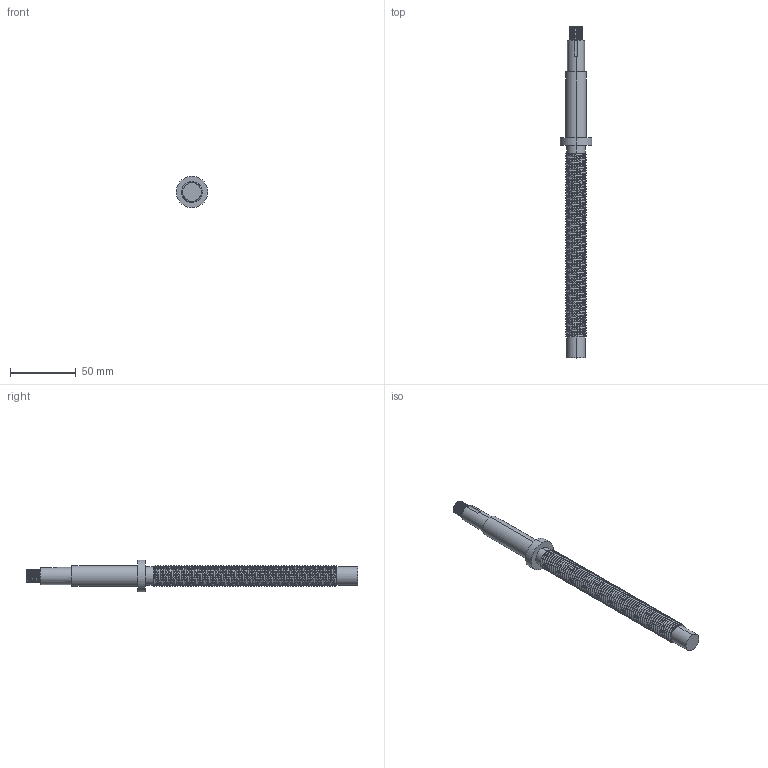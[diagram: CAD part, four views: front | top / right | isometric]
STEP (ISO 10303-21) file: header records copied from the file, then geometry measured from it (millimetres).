
FILE_DESCRIPTION (( 'STEP AP214' ), '1' );
FILE_NAME ('Screw Rod.STEP', '2025-02-16T00:53:59', ( '' ), ( '' ), 'SwSTEP 2.0', 'SolidWorks 2024', '' );
FILE_SCHEMA (( 'AUTOMOTIVE_DESIGN' ));
Length unit declared in the file: millimetre
Products named in the file (1): Screw Rod
Bounding box: 24 x 253 x 24 mm (x, y, z)
Volume: 44083.6 mm3; surface area: 16996.9 mm2
Topology: 1 solids, 1 shells, 192 faces, 554 edges, 368 vertices
Faces by surface type: cylinder 175, plane 11, bspline 6
Entity records: 16838 total; most frequent: CARTESIAN_POINT 12784, ORIENTED_EDGE 1108, DIRECTION 612, EDGE_CURVE 554, VERTEX_POINT 368, AXIS2_PLACEMENT_3D 219, EDGE_LOOP 196, ADVANCED_FACE 192
